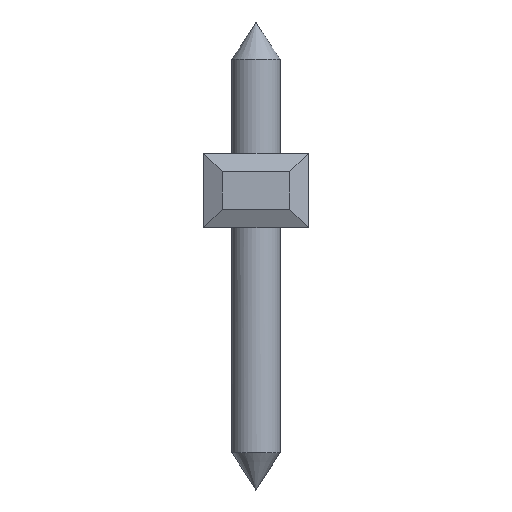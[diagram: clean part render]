
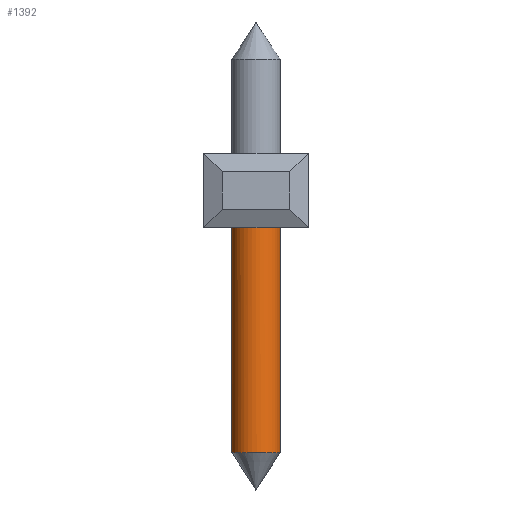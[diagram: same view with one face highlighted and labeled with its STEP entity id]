
A CAD part, left-side view. The second image highlights one B-rep face of the part: STEP entity #1392.
In plain terms, the highlighted cylindrical face has radius 0.65 mm (diameter 1.3 mm), a full revolution.
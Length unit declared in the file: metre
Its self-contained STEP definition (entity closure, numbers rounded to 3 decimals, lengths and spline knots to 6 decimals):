
#1392=ADVANCED_FACE('',(#2903,#2904),#2905,.T.);
#2903=FACE_OUTER_BOUND('',#4554,.T.);
#2904=FACE_OUTER_BOUND('',#4555,.T.);
#2905=CYLINDRICAL_SURFACE('',#4556,0.00065);
#4554=EDGE_LOOP('',(#8663));
#4555=EDGE_LOOP('',(#8664));
#4556=AXIS2_PLACEMENT_3D('',#8665,#8666,#8667);
#8663=ORIENTED_EDGE('',*,*,#9231,.F.);
#8664=ORIENTED_EDGE('',*,*,#10608,.F.);
#8665=CARTESIAN_POINT('',(-0.00435,-0.03326,0.0025));
#8666=DIRECTION('',(0.0,0.,-1.0));
#8667=DIRECTION('',(-1.0,0.0,0.0));
#9231=EDGE_CURVE('',#10928,#10928,#10929,.T.);
#10608=EDGE_CURVE('',#12886,#12886,#12887,.T.);
#10928=VERTEX_POINT('',#13278);
#10929=CIRCLE('',#13279,0.00065);
#12886=VERTEX_POINT('',#16176);
#12887=CIRCLE('',#16177,0.00065);
#13278=CARTESIAN_POINT('',(-0.00435,-0.03391,-0.0018));
#13279=AXIS2_PLACEMENT_3D('',#16423,#16424,#16425);
#16176=CARTESIAN_POINT('',(-0.00396,-0.03274,-0.008));
#16177=AXIS2_PLACEMENT_3D('',#17477,#17478,#17479);
#16423=CARTESIAN_POINT('',(-0.00435,-0.03326,-0.0018));
#16424=DIRECTION('',(0.0,0.,1.0));
#16425=DIRECTION('',(0.0,-1.0,0.));
#17477=CARTESIAN_POINT('',(-0.00435,-0.03326,-0.008));
#17478=DIRECTION('',(0.,0.,-1.0));
#17479=DIRECTION('',(0.6,0.8,0.));
